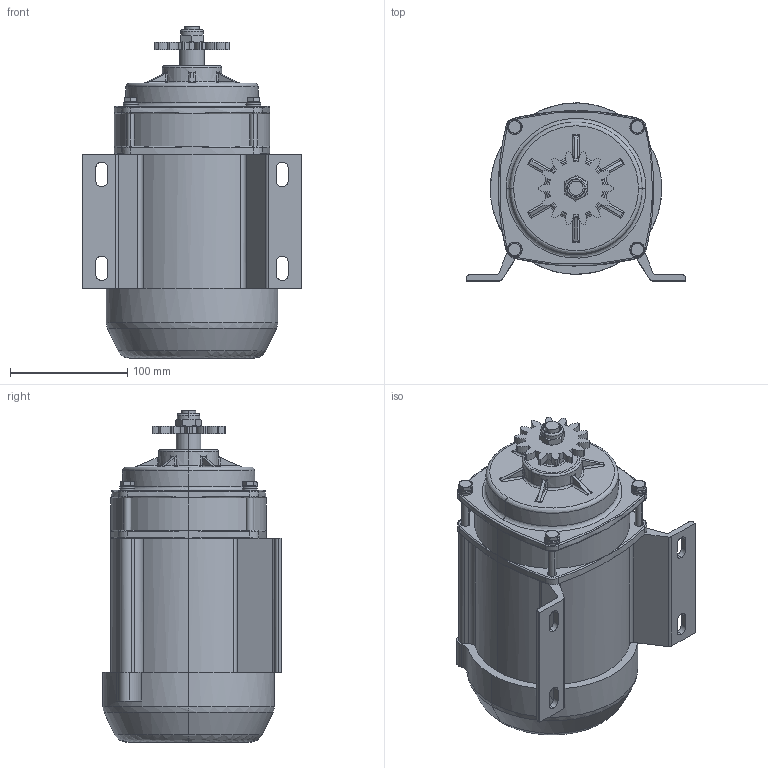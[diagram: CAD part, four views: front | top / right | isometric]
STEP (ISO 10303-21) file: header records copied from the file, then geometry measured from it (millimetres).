
FILE_DESCRIPTION(('FreeCAD Model'),'2;1');
FILE_NAME('Open CASCADE Shape Model','2025-04-26T08:31:25',('FreeCAD'),( 'FreeCAD'),'Open CASCADE STEP processor 7.6','FreeCAD','Unknown');
FILE_SCHEMA(('AUTOMOTIVE_DESIGN { 1 0 10303 214 1 1 1 1 }'));
Length unit declared in the file: millimetre
Products named in the file (1): Open CASCADE STEP translator 7.6 1
Bounding box: 187.42 x 151.93 x 283.04 mm (x, y, z)
Volume: 3477981 mm3; surface area: 233823.3 mm2
Topology: 25 solids, 25 shells, 661 faces, 1621 edges, 991 vertices
Faces by surface type: bspline 661
Entity records: 20493 total; most frequent: CARTESIAN_POINT 11608, ORIENTED_EDGE 3168, EDGE_CURVE 1584, VERTEX_POINT 991, B_SPLINE_CURVE_WITH_KNOTS 768, FACE_BOUND 713, EDGE_LOOP 713, ADVANCED_FACE 661
